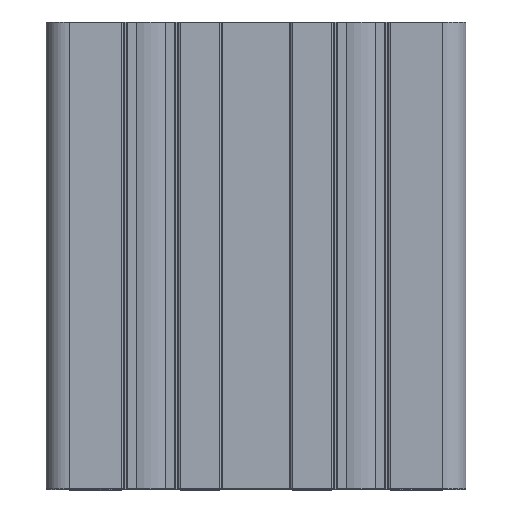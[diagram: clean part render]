
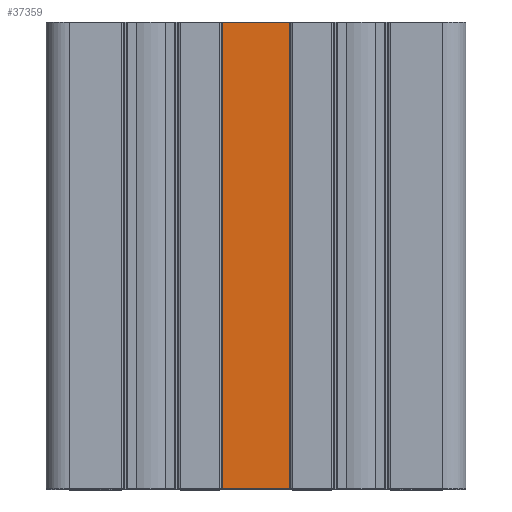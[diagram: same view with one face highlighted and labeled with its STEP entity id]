
A CAD part, top view. The second image highlights one B-rep face of the part: STEP entity #37359.
In plain terms, the highlighted planar face has unit normal (0, 0, 1).
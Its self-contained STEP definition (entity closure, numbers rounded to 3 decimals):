
#37301=CARTESIAN_POINT('',(0.0,0.0,178.0));
#37302=VERTEX_POINT('',#37301);
#37311=CARTESIAN_POINT('',(0.0,100.0,178.0));
#37312=VERTEX_POINT('',#37311);
#37320=CARTESIAN_POINT('',(0.0,0.0,178.0));
#37321=DIRECTION('',(0.0,1.0,0.0));
#37322=VECTOR('',#37321,100.0);
#37323=LINE('',#37320,#37322);
#37324=EDGE_CURVE('',#37302,#37312,#37323,.T.);
#37329=CARTESIAN_POINT('',(-14.4,0.0,178.0));
#37330=DIRECTION('',(0.0,0.0,1.0));
#37331=DIRECTION('',(1.0,0.0,0.0));
#37332=AXIS2_PLACEMENT_3D('',#37329,#37330,#37331);
#37333=PLANE('',#37332);
#37334=CARTESIAN_POINT('',(-14.4,0.0,178.0));
#37335=VERTEX_POINT('',#37334);
#37336=CARTESIAN_POINT('',(0.0,0.0,178.0));
#37337=DIRECTION('',(-1.0,0.0,0.0));
#37338=VECTOR('',#37337,14.4);
#37339=LINE('',#37336,#37338);
#37340=EDGE_CURVE('',#37302,#37335,#37339,.T.);
#37341=ORIENTED_EDGE('',*,*,#37340,.F.);
#37342=ORIENTED_EDGE('',*,*,#37324,.T.);
#37343=CARTESIAN_POINT('',(-14.4,100.0,178.0));
#37344=VERTEX_POINT('',#37343);
#37345=CARTESIAN_POINT('',(-14.4,100.0,178.0));
#37346=DIRECTION('',(1.0,0.0,0.0));
#37347=VECTOR('',#37346,14.4);
#37348=LINE('',#37345,#37347);
#37349=EDGE_CURVE('',#37344,#37312,#37348,.T.);
#37350=ORIENTED_EDGE('',*,*,#37349,.F.);
#37351=CARTESIAN_POINT('',(-14.4,0.0,178.0));
#37352=DIRECTION('',(0.0,1.0,0.0));
#37353=VECTOR('',#37352,100.0);
#37354=LINE('',#37351,#37353);
#37355=EDGE_CURVE('',#37335,#37344,#37354,.T.);
#37356=ORIENTED_EDGE('',*,*,#37355,.F.);
#37357=EDGE_LOOP('',(#37341,#37342,#37350,#37356));
#37358=FACE_OUTER_BOUND('',#37357,.T.);
#37359=ADVANCED_FACE('',(#37358),#37333,.T.);
